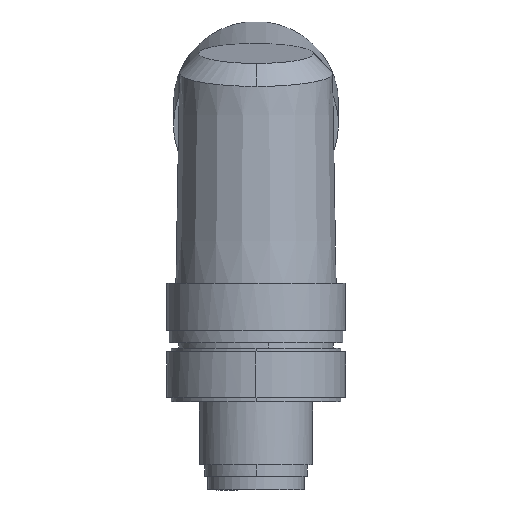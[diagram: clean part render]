
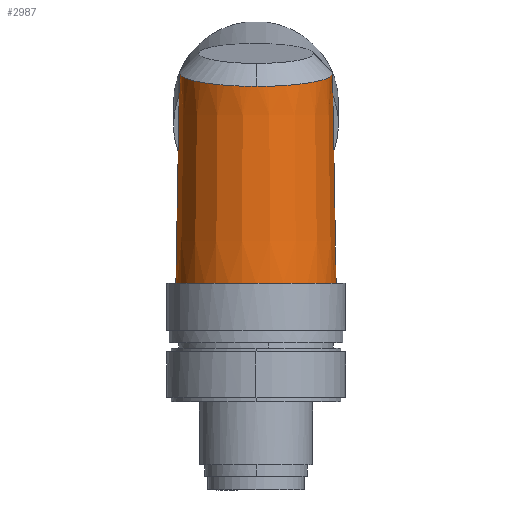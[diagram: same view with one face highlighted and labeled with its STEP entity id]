
A CAD part, front view. The second image highlights one B-rep face of the part: STEP entity #2987.
In plain terms, the highlighted conical face has half-angle 1 degrees and reference radius 8.625 mm.
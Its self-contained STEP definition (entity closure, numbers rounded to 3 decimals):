
#2632=AXIS2_PLACEMENT_3D('Circle Axis2P3D',#2630,#2631,$) ;
#2912=AXIS2_PLACEMENT_3D('Cone Axis2P3D',#2909,#2910,#2911) ;
#2625=CARTESIAN_POINT('Vertex',(1.002,9.5,21.95)) ;
#2627=CARTESIAN_POINT('Vertex',(17.998,9.5,21.95)) ;
#2630=CARTESIAN_POINT('Axis2P3D Location',(9.5,9.5,21.95)) ;
#2645=CARTESIAN_POINT('Line Origine',(8740.016,9.5,-499662.101)) ;
#2649=CARTESIAN_POINT('Vertex',(17.61,9.5,44.206)) ;
#2652=CARTESIAN_POINT('Line Origine',(-8721.016,9.5,-499662.101)) ;
#2656=CARTESIAN_POINT('Vertex',(1.391,9.5,44.245)) ;
#2909=CARTESIAN_POINT('Axis2P3D Location',(9.5,9.5,14.678)) ;
#2915=CARTESIAN_POINT('Control Point',(17.61,9.5,44.206)) ;
#2916=CARTESIAN_POINT('Control Point',(17.612,8.746,44.074)) ;
#2917=CARTESIAN_POINT('Control Point',(17.508,7.991,43.943)) ;
#2918=CARTESIAN_POINT('Control Point',(17.303,7.264,43.817)) ;
#2919=CARTESIAN_POINT('Vertex',(17.303,7.264,43.817)) ;
#2923=CARTESIAN_POINT('Control Point',(17.303,7.264,43.817)) ;
#2924=CARTESIAN_POINT('Control Point',(17.02,6.266,43.645)) ;
#2925=CARTESIAN_POINT('Control Point',(16.543,5.322,43.484)) ;
#2926=CARTESIAN_POINT('Control Point',(15.905,4.502,43.345)) ;
#2927=CARTESIAN_POINT('Vertex',(15.905,4.502,43.345)) ;
#2931=CARTESIAN_POINT('Control Point',(15.905,4.502,43.345)) ;
#2932=CARTESIAN_POINT('Control Point',(15.565,4.064,43.271)) ;
#2933=CARTESIAN_POINT('Control Point',(15.188,3.655,43.203)) ;
#2934=CARTESIAN_POINT('Control Point',(14.776,3.279,43.14)) ;
#2935=CARTESIAN_POINT('Control Point',(13.894,2.603,43.027)) ;
#2936=CARTESIAN_POINT('Control Point',(12.909,2.086,42.942)) ;
#2937=CARTESIAN_POINT('Control Point',(12.391,1.868,42.906)) ;
#2938=CARTESIAN_POINT('Control Point',(11.531,1.591,42.862)) ;
#2939=CARTESIAN_POINT('Control Point',(10.644,1.436,42.838)) ;
#2940=CARTESIAN_POINT('Control Point',(10.299,1.394,42.831)) ;
#2941=CARTESIAN_POINT('Control Point',(9.952,1.371,42.828)) ;
#2942=CARTESIAN_POINT('Control Point',(9.605,1.367,42.828)) ;
#2943=CARTESIAN_POINT('Vertex',(9.605,1.367,42.828)) ;
#2947=CARTESIAN_POINT('Control Point',(3.589,3.923,43.275)) ;
#2948=CARTESIAN_POINT('Control Point',(3.969,3.519,43.205)) ;
#2949=CARTESIAN_POINT('Control Point',(4.383,3.148,43.141)) ;
#2950=CARTESIAN_POINT('Control Point',(4.828,2.812,43.083)) ;
#2951=CARTESIAN_POINT('Control Point',(5.77,2.222,42.981)) ;
#2952=CARTESIAN_POINT('Control Point',(6.798,1.8,42.908)) ;
#2953=CARTESIAN_POINT('Control Point',(7.333,1.632,42.878)) ;
#2954=CARTESIAN_POINT('Control Point',(8.107,1.46,42.847)) ;
#2955=CARTESIAN_POINT('Control Point',(8.894,1.384,42.833)) ;
#2956=CARTESIAN_POINT('Control Point',(9.131,1.369,42.83)) ;
#2957=CARTESIAN_POINT('Control Point',(9.368,1.364,42.828)) ;
#2958=CARTESIAN_POINT('Control Point',(9.605,1.367,42.828)) ;
#2959=CARTESIAN_POINT('Vertex',(3.589,3.923,43.275)) ;
#2963=CARTESIAN_POINT('Control Point',(1.894,6.663,43.75)) ;
#2964=CARTESIAN_POINT('Control Point',(2.269,5.65,43.573)) ;
#2965=CARTESIAN_POINT('Control Point',(2.849,4.712,43.411)) ;
#2966=CARTESIAN_POINT('Control Point',(3.589,3.923,43.275)) ;
#2967=CARTESIAN_POINT('Vertex',(1.894,6.663,43.75)) ;
#2971=CARTESIAN_POINT('Control Point',(1.391,9.5,44.245)) ;
#2972=CARTESIAN_POINT('Control Point',(1.388,8.535,44.076)) ;
#2973=CARTESIAN_POINT('Control Point',(1.559,7.569,43.907)) ;
#2974=CARTESIAN_POINT('Control Point',(1.894,6.663,43.75)) ;
#2631=DIRECTION('Axis2P3D Direction',(0.,0.,-1.)) ;
#2646=DIRECTION('Vector Direction',(0.017,0.,-1.)) ;
#2653=DIRECTION('Vector Direction',(-0.017,0.,-1.)) ;
#2910=DIRECTION('Axis2P3D Direction',(0.,0.,-1.)) ;
#2911=DIRECTION('Axis2P3D XDirection',(1.,0.,0.)) ;
#2647=VECTOR('Line Direction',#2646,1.) ;
#2654=VECTOR('Line Direction',#2653,1.) ;
#2977=ORIENTED_EDGE('',*,*,#2651,.T.) ;
#2978=ORIENTED_EDGE('',*,*,#2921,.F.) ;
#2979=ORIENTED_EDGE('',*,*,#2929,.F.) ;
#2980=ORIENTED_EDGE('',*,*,#2945,.F.) ;
#2981=ORIENTED_EDGE('',*,*,#2961,.F.) ;
#2982=ORIENTED_EDGE('',*,*,#2969,.F.) ;
#2983=ORIENTED_EDGE('',*,*,#2975,.F.) ;
#2984=ORIENTED_EDGE('',*,*,#2658,.F.) ;
#2985=ORIENTED_EDGE('',*,*,#2634,.F.) ;
#2987=ADVANCED_FACE('Volumenk\X2\00F6\X0\rper2',(#2986),#2913,.T.) ;
#2914=B_SPLINE_CURVE_WITH_KNOTS('',3,(#2915,#2916,#2917,#2918),.UNSPECIFIED.,.F.,.U.,(4,4),(0.,28.007),.UNSPECIFIED.) ;
#2922=B_SPLINE_CURVE_WITH_KNOTS('',3,(#2923,#2924,#2925,#2926),.UNSPECIFIED.,.F.,.U.,(4,4),(0.,38.486),.UNSPECIFIED.) ;
#2930=B_SPLINE_CURVE_WITH_KNOTS('',5,(#2931,#2932,#2933,#2934,#2935,#2936,#2937,#2938,#2939,#2940,#2941,#2942),.UNSPECIFIED.,.F.,.U.,(6,3,3,6),(0.,34.244,68.35,89.747),.UNSPECIFIED.) ;
#2946=B_SPLINE_CURVE_WITH_KNOTS('',5,(#2947,#2948,#2949,#2950,#2951,#2952,#2953,#2954,#2955,#2956,#2957,#2958),.UNSPECIFIED.,.F.,.U.,(6,3,3,6),(0.,34.228,68.317,82.941),.UNSPECIFIED.) ;
#2962=B_SPLINE_CURVE_WITH_KNOTS('',3,(#2963,#2964,#2965,#2966),.UNSPECIFIED.,.F.,.U.,(4,4),(0.,40.076),.UNSPECIFIED.) ;
#2970=B_SPLINE_CURVE_WITH_KNOTS('',3,(#2971,#2972,#2973,#2974),.UNSPECIFIED.,.F.,.U.,(4,4),(0.,35.821),.UNSPECIFIED.) ;
#2633=CIRCLE('generated circle',#2632,8.498) ;
#2913=CONICAL_SURFACE('Cone',#2912,8.625,0.017) ;
#2634=EDGE_CURVE('',#2628,#2626,#2633,.T.) ;
#2651=EDGE_CURVE('',#2628,#2650,#2648,.F.) ;
#2658=EDGE_CURVE('',#2626,#2657,#2655,.F.) ;
#2921=EDGE_CURVE('',#2920,#2650,#2914,.F.) ;
#2929=EDGE_CURVE('',#2928,#2920,#2922,.F.) ;
#2945=EDGE_CURVE('',#2944,#2928,#2930,.F.) ;
#2961=EDGE_CURVE('',#2960,#2944,#2946,.T.) ;
#2969=EDGE_CURVE('',#2968,#2960,#2962,.T.) ;
#2975=EDGE_CURVE('',#2657,#2968,#2970,.T.) ;
#2976=EDGE_LOOP('',(#2977,#2978,#2979,#2980,#2981,#2982,#2983,#2984,#2985)) ;
#2986=FACE_OUTER_BOUND('',#2976,.T.) ;
#2648=LINE('Line',#2645,#2647) ;
#2655=LINE('Line',#2652,#2654) ;
#2626=VERTEX_POINT('',#2625) ;
#2628=VERTEX_POINT('',#2627) ;
#2650=VERTEX_POINT('',#2649) ;
#2657=VERTEX_POINT('',#2656) ;
#2920=VERTEX_POINT('',#2919) ;
#2928=VERTEX_POINT('',#2927) ;
#2944=VERTEX_POINT('',#2943) ;
#2960=VERTEX_POINT('',#2959) ;
#2968=VERTEX_POINT('',#2967) ;
